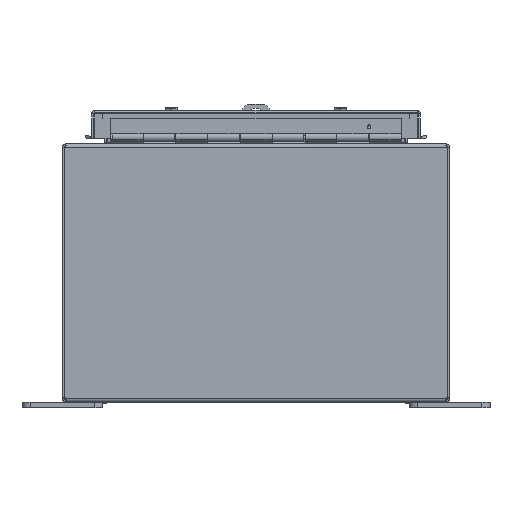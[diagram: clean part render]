
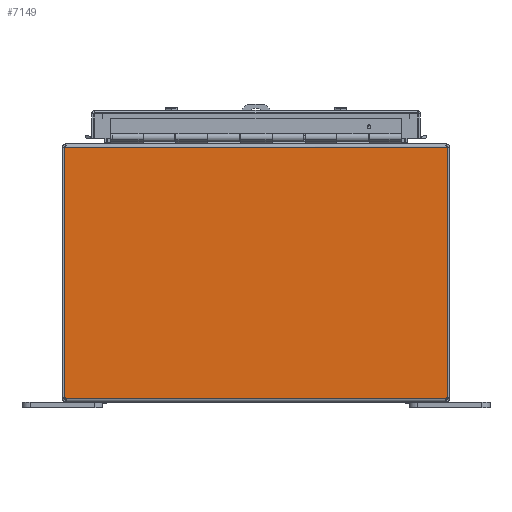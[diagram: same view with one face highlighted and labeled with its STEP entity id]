
A CAD part, left-side view. The second image highlights one B-rep face of the part: STEP entity #7149.
In plain terms, the highlighted planar face has unit normal (-1, 0, 0).
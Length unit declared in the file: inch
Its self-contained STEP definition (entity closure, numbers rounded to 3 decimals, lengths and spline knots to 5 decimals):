
#5614=CARTESIAN_POINT('',(-12.,-5.91495,7.89475));
#5615=VERTEX_POINT('',#5614);
#5647=CARTESIAN_POINT('',(-12.,5.91495,7.89475));
#5648=VERTEX_POINT('',#5647);
#5662=CARTESIAN_POINT('',(-12.,-5.91495,7.89475));
#5663=DIRECTION('',(0.0,1.0,0.0));
#5664=VECTOR('',#5663,11.8299);
#5665=LINE('',#5662,#5664);
#5666=EDGE_CURVE('',#5615,#5648,#5665,.T.);
#6335=CARTESIAN_POINT('',(-12.,5.921,7.89475));
#6336=VERTEX_POINT('',#6335);
#6343=CARTESIAN_POINT('',(-12.,5.91495,7.89475));
#6344=DIRECTION('',(0.0,1.0,0.0));
#6345=VECTOR('',#6344,0.00605);
#6346=LINE('',#6343,#6345);
#6347=EDGE_CURVE('',#5648,#6336,#6346,.T.);
#6513=CARTESIAN_POINT('',(-12.,-5.921,7.89475));
#6514=VERTEX_POINT('',#6513);
#6515=CARTESIAN_POINT('',(-12.,-5.921,7.89475));
#6516=DIRECTION('',(0.0,1.0,0.0));
#6517=VECTOR('',#6516,0.00605);
#6518=LINE('',#6515,#6517);
#6519=EDGE_CURVE('',#6514,#5615,#6518,.T.);
#6544=CARTESIAN_POINT('',(-12.,-5.921,0.13004));
#6545=VERTEX_POINT('',#6544);
#6546=CARTESIAN_POINT('',(-12.,-5.921,7.89475));
#6547=DIRECTION('',(0.0,0.0,-1.0));
#6548=VECTOR('',#6547,7.76471);
#6549=LINE('',#6546,#6548);
#6550=EDGE_CURVE('',#6514,#6545,#6549,.T.);
#7037=CARTESIAN_POINT('',(-12.,5.88277,0.10525));
#7038=VERTEX_POINT('',#7037);
#7045=CARTESIAN_POINT('',(-12.,5.921,0.13004));
#7046=VERTEX_POINT('',#7045);
#7047=CARTESIAN_POINT('',(-12.,5.93789,0.06211));
#7048=DIRECTION('',(1.0,0.0,0.0));
#7049=DIRECTION('',(0.0,0.0,-1.0));
#7050=AXIS2_PLACEMENT_3D('',#7047,#7048,#7049);
#7051=CIRCLE('',#7050,0.07);
#7052=EDGE_CURVE('',#7046,#7038,#7051,.T.);
#7116=CARTESIAN_POINT('',(-12.,0.,4.00948));
#7117=DIRECTION('',(1.0,0.0,0.0));
#7118=DIRECTION('',(0.0,0.0,-1.0));
#7119=AXIS2_PLACEMENT_3D('',#7116,#7117,#7118);
#7120=PLANE('',#7119);
#7121=ORIENTED_EDGE('',*,*,#6519,.T.);
#7122=ORIENTED_EDGE('',*,*,#5666,.T.);
#7123=ORIENTED_EDGE('',*,*,#6347,.T.);
#7124=CARTESIAN_POINT('',(-12.,5.921,0.13004));
#7125=DIRECTION('',(0.0,0.0,1.0));
#7126=VECTOR('',#7125,7.76471);
#7127=LINE('',#7124,#7126);
#7128=EDGE_CURVE('',#7046,#6336,#7127,.T.);
#7129=ORIENTED_EDGE('',*,*,#7128,.F.);
#7130=ORIENTED_EDGE('',*,*,#7052,.T.);
#7131=CARTESIAN_POINT('',(-12.,-5.88277,0.10525));
#7132=VERTEX_POINT('',#7131);
#7133=CARTESIAN_POINT('',(-12.,5.88277,0.10525));
#7134=DIRECTION('',(0.0,-1.0,0.0));
#7135=VECTOR('',#7134,11.76553);
#7136=LINE('',#7133,#7135);
#7137=EDGE_CURVE('',#7038,#7132,#7136,.T.);
#7138=ORIENTED_EDGE('',*,*,#7137,.T.);
#7139=CARTESIAN_POINT('',(-12.,-5.93789,0.06211));
#7140=DIRECTION('',(1.0,0.0,0.0));
#7141=DIRECTION('',(0.0,0.0,-1.0));
#7142=AXIS2_PLACEMENT_3D('',#7139,#7140,#7141);
#7143=CIRCLE('',#7142,0.07);
#7144=EDGE_CURVE('',#7132,#6545,#7143,.T.);
#7145=ORIENTED_EDGE('',*,*,#7144,.T.);
#7146=ORIENTED_EDGE('',*,*,#6550,.F.);
#7147=EDGE_LOOP('',(#7121,#7122,#7123,#7129,#7130,#7138,#7145,#7146));
#7148=FACE_OUTER_BOUND('',#7147,.T.);
#7149=ADVANCED_FACE('',(#7148),#7120,.F.);
